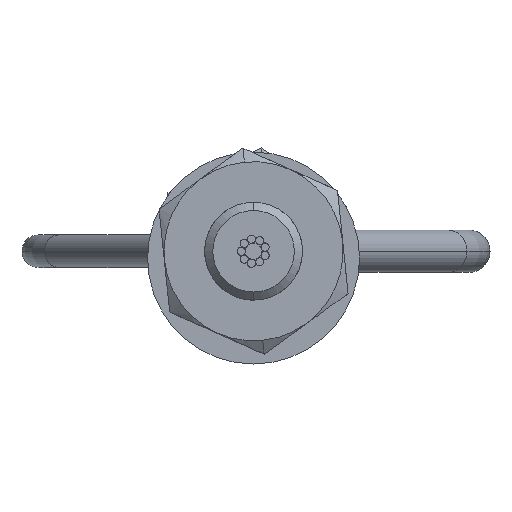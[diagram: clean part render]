
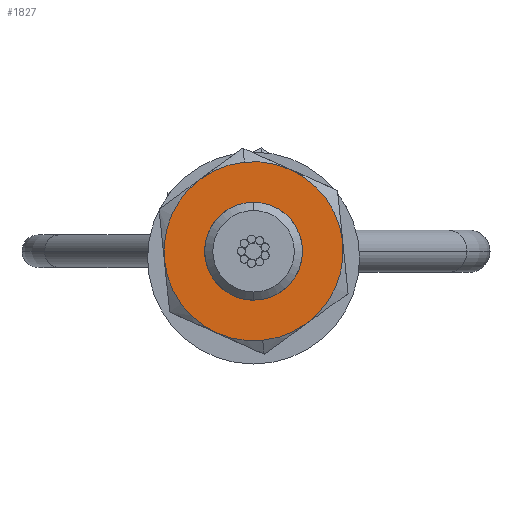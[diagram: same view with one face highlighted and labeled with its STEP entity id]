
A CAD part, left-side view. The second image highlights one B-rep face of the part: STEP entity #1827.
In plain terms, the highlighted planar face has unit normal (-1, 0, 0).
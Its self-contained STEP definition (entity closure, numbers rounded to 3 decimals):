
#43 = FACE_BOUND ( 'NONE', #2912, .T. ) ;
#44 = ORIENTED_EDGE ( 'NONE', *, *, #2561, .F. ) ;
#76 = CIRCLE ( 'NONE', #2265, 2.747 ) ;
#126 = CARTESIAN_POINT ( 'NONE',  ( -1.2, 0., 2.747 ) ) ;
#144 = DIRECTION ( 'NONE',  ( 1., 0., 0. ) ) ;
#150 = AXIS2_PLACEMENT_3D ( 'NONE', #2808, #454, #2353 ) ;
#167 = PLANE ( 'NONE',  #2397 ) ;
#290 = DIRECTION ( 'NONE',  ( 1., 0., 0. ) ) ;
#454 = DIRECTION ( 'NONE',  ( 1., 0., 0. ) ) ;
#542 = ORIENTED_EDGE ( 'NONE', *, *, #1174, .T. ) ;
#575 = CIRCLE ( 'NONE', #150, 1.5 ) ;
#612 = CARTESIAN_POINT ( 'NONE',  ( -1.2, 0., 0. ) ) ;
#646 = DIRECTION ( 'NONE',  ( 0., 0., -1. ) ) ;
#704 = ORIENTED_EDGE ( 'NONE', *, *, #2842, .F. ) ;
#735 = VERTEX_POINT ( 'NONE', #2911 ) ;
#855 = CARTESIAN_POINT ( 'NONE',  ( -1.2, 0., 0. ) ) ;
#896 = ORIENTED_EDGE ( 'NONE', *, *, #2880, .T. ) ;
#999 = AXIS2_PLACEMENT_3D ( 'NONE', #1727, #290, #1530 ) ;
#1047 = CARTESIAN_POINT ( 'NONE',  ( -1.2, 0., -2.747 ) ) ;
#1174 = EDGE_CURVE ( 'NONE', #1610, #735, #2876, .T. ) ;
#1267 = VERTEX_POINT ( 'NONE', #126 ) ;
#1335 = DIRECTION ( 'NONE',  ( 1., 0., 0. ) ) ;
#1400 = AXIS2_PLACEMENT_3D ( 'NONE', #2276, #2292, #1580 ) ;
#1530 = DIRECTION ( 'NONE',  ( 0., 0., -1. ) ) ;
#1580 = DIRECTION ( 'NONE',  ( 0., 0., -1. ) ) ;
#1610 = VERTEX_POINT ( 'NONE', #2416 ) ;
#1727 = CARTESIAN_POINT ( 'NONE',  ( -1.2, 0., 0. ) ) ;
#1827 = ADVANCED_FACE ( 'NONE', ( #43, #2459 ), #167, .F. ) ;
#2015 = DIRECTION ( 'NONE',  ( 0., 0., -1. ) ) ;
#2265 = AXIS2_PLACEMENT_3D ( 'NONE', #612, #144, #2015 ) ;
#2276 = CARTESIAN_POINT ( 'NONE',  ( -1.2, 0., 0. ) ) ;
#2292 = DIRECTION ( 'NONE',  ( 1., 0., 0. ) ) ;
#2353 = DIRECTION ( 'NONE',  ( 0., 0., -1. ) ) ;
#2397 = AXIS2_PLACEMENT_3D ( 'NONE', #855, #1335, #646 ) ;
#2416 = CARTESIAN_POINT ( 'NONE',  ( -1.2, 0., 1.5 ) ) ;
#2423 = CIRCLE ( 'NONE', #999, 2.747 ) ;
#2459 = FACE_OUTER_BOUND ( 'NONE', #2665, .T. ) ;
#2561 = EDGE_CURVE ( 'NONE', #2848, #1267, #2423, .T. ) ;
#2665 = EDGE_LOOP ( 'NONE', ( #44, #704 ) ) ;
#2808 = CARTESIAN_POINT ( 'NONE',  ( -1.2, 0., 0. ) ) ;
#2842 = EDGE_CURVE ( 'NONE', #1267, #2848, #76, .T. ) ;
#2848 = VERTEX_POINT ( 'NONE', #1047 ) ;
#2876 = CIRCLE ( 'NONE', #1400, 1.5 ) ;
#2880 = EDGE_CURVE ( 'NONE', #735, #1610, #575, .T. ) ;
#2911 = CARTESIAN_POINT ( 'NONE',  ( -1.2, 0., -1.5 ) ) ;
#2912 = EDGE_LOOP ( 'NONE', ( #542, #896 ) ) ;
